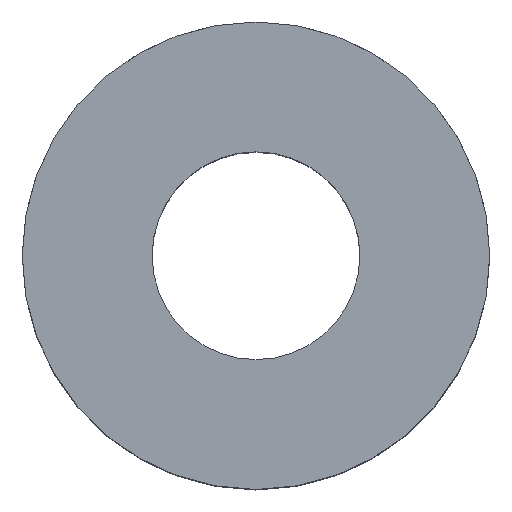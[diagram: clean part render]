
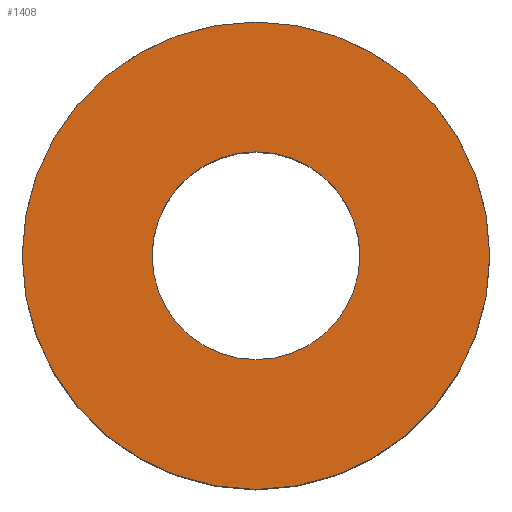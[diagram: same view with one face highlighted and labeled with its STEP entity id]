
A CAD part, top view. The second image highlights one B-rep face of the part: STEP entity #1408.
In plain terms, the highlighted planar face has unit normal (0, 0, 1).
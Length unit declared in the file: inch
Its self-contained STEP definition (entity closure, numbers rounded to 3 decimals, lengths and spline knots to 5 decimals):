
#15=FACE_BOUND('',#291,.T.);
#76=PLANE('',#1745);
#183=FACE_OUTER_BOUND('',#290,.T.);
#290=EDGE_LOOP('',(#1247));
#291=EDGE_LOOP('',(#1248));
#497=CIRCLE('',#1735,0.17717);
#502=CIRCLE('',#1743,0.07874);
#606=VERTEX_POINT('',#2794);
#610=VERTEX_POINT('',#2808);
#815=EDGE_CURVE('',#606,#606,#497,.T.);
#822=EDGE_CURVE('',#610,#610,#502,.T.);
#1247=ORIENTED_EDGE('',*,*,#815,.T.);
#1248=ORIENTED_EDGE('',*,*,#822,.T.);
#1408=ADVANCED_FACE('',(#183,#15),#76,.T.);
#1735=AXIS2_PLACEMENT_3D('',#2795,#2359,#2360);
#1743=AXIS2_PLACEMENT_3D('',#2809,#2377,#2378);
#1745=AXIS2_PLACEMENT_3D('',#2813,#2382,#2383);
#2359=DIRECTION('center_axis',(0.,0.,1.));
#2360=DIRECTION('ref_axis',(1.,0.,0.));
#2377=DIRECTION('center_axis',(0.,0.,-1.));
#2378=DIRECTION('ref_axis',(-1.,0.,0.));
#2382=DIRECTION('center_axis',(0.,0.,1.));
#2383=DIRECTION('ref_axis',(1.,0.,0.));
#2794=CARTESIAN_POINT('',(-0.17717,0.,0.23622));
#2795=CARTESIAN_POINT('Origin',(0.,0.,0.23622));
#2808=CARTESIAN_POINT('',(0.07874,0.,0.23622));
#2809=CARTESIAN_POINT('Origin',(0.,0.,0.23622));
#2813=CARTESIAN_POINT('Origin',(0.,0.,0.23622));
